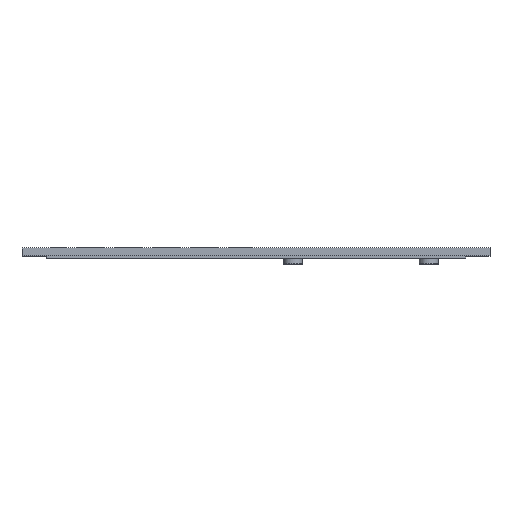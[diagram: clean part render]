
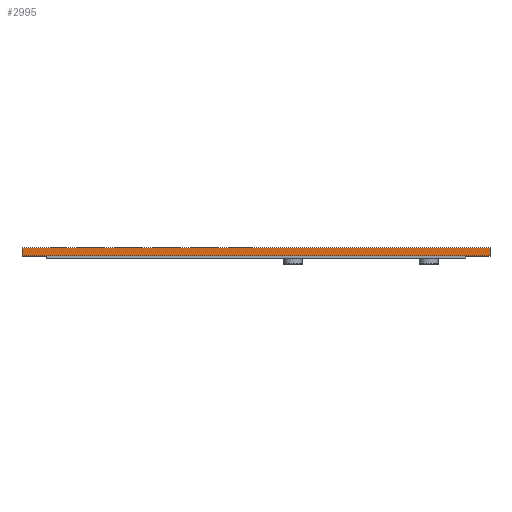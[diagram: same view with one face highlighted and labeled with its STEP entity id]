
A CAD part, top view. The second image highlights one B-rep face of the part: STEP entity #2995.
In plain terms, the highlighted planar face has unit normal (0, 0, 1).
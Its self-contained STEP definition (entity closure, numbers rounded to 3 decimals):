
#306=FACE_OUTER_BOUND('',#532,.T.);
#532=EDGE_LOOP('',(#2694,#2695,#2696,#2697));
#679=LINE('',#4281,#1035);
#864=LINE('',#4714,#1220);
#881=LINE('',#4751,#1237);
#888=LINE('',#4764,#1244);
#1035=VECTOR('',#3442,10.);
#1220=VECTOR('',#3889,10.);
#1237=VECTOR('',#3912,10.);
#1244=VECTOR('',#3931,10.);
#1388=VERTEX_POINT('',#4279);
#1389=VERTEX_POINT('',#4280);
#1505=VERTEX_POINT('',#4712);
#1506=VERTEX_POINT('',#4713);
#1678=EDGE_CURVE('',#1388,#1389,#679,.T.);
#1892=EDGE_CURVE('',#1505,#1506,#864,.T.);
#1911=EDGE_CURVE('',#1506,#1388,#881,.T.);
#1918=EDGE_CURVE('',#1505,#1389,#888,.T.);
#2694=ORIENTED_EDGE('',*,*,#1892,.F.);
#2695=ORIENTED_EDGE('',*,*,#1918,.T.);
#2696=ORIENTED_EDGE('',*,*,#1678,.F.);
#2697=ORIENTED_EDGE('',*,*,#1911,.F.);
#2851=PLANE('',#3205);
#2995=ADVANCED_FACE('',(#306),#2851,.T.);
#3205=AXIS2_PLACEMENT_3D('',#4765,#3932,#3933);
#3442=DIRECTION('',(1.,0.,0.));
#3889=DIRECTION('',(-1.,0.,0.));
#3912=DIRECTION('',(0.,1.,0.));
#3931=DIRECTION('',(0.,1.,0.));
#3932=DIRECTION('center_axis',(0.,0.,1.));
#3933=DIRECTION('ref_axis',(1.,0.,0.));
#4279=CARTESIAN_POINT('',(-86.3,176.05,126.));
#4280=CARTESIAN_POINT('',(86.25,176.05,126.));
#4281=CARTESIAN_POINT('',(43.112,176.05,126.));
#4712=CARTESIAN_POINT('',(86.25,173.25,126.));
#4713=CARTESIAN_POINT('',(-86.3,173.25,126.));
#4714=CARTESIAN_POINT('',(43.112,173.25,126.));
#4751=CARTESIAN_POINT('',(-86.3,173.25,126.));
#4764=CARTESIAN_POINT('',(86.25,173.25,126.));
#4765=CARTESIAN_POINT('Origin',(-86.3,173.25,126.));
